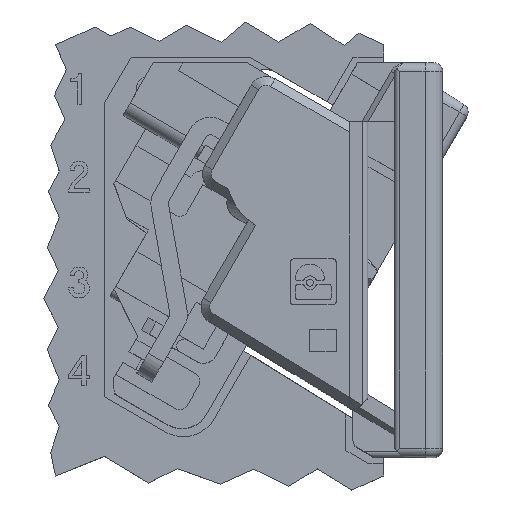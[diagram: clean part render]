
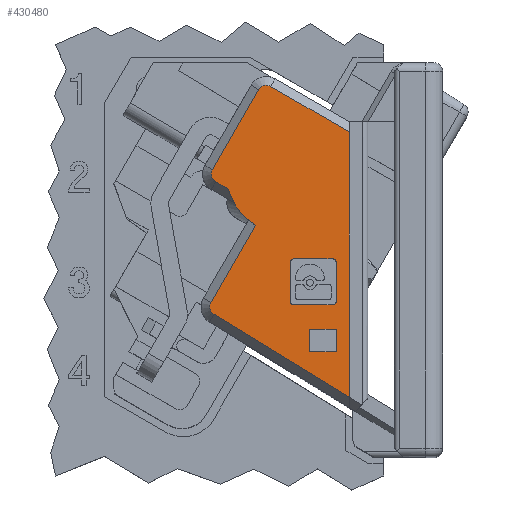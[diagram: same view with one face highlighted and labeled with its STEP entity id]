
A CAD part, top view. The second image highlights one B-rep face of the part: STEP entity #430480.
In plain terms, the highlighted planar face has unit normal (0, 0, 1).
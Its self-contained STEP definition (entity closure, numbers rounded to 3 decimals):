
#428130=CARTESIAN_POINT('',(37.614,73.894,
22.275));
#428140=DIRECTION('',(0.5,0.866,0.));
#428150=VECTOR('',#428140,1.);
#428160=LINE('',#428130,#428150);
#428170=CARTESIAN_POINT('',(36.301,71.621,
22.275));
#428180=VERTEX_POINT('',#428170);
#428190=CARTESIAN_POINT('',(38.926,76.167,
22.275));
#428200=VERTEX_POINT('',#428190);
#428210=EDGE_CURVE('',#428180,#428200,#428160,.T.);
#428440=CARTESIAN_POINT('',(39.359,75.917,
22.275));
#428450=DIRECTION('',(0.,0.,-1.));
#428460=DIRECTION('',(1.,0.,0.));
#428470=AXIS2_PLACEMENT_3D('',#428440,#428450,#428460);
#428480=CIRCLE('',#428470,0.5);
#428490=CARTESIAN_POINT('',(39.609,76.35,
22.275));
#428500=VERTEX_POINT('',#428490);
#428510=EDGE_CURVE('',#428200,#428500,#428480,.T.);
#428700=CARTESIAN_POINT('',(39.875,71.026,
22.275));
#428710=DIRECTION('',(0.,0.,-1.));
#428720=DIRECTION('',(-1.,0.,0.));
#428730=AXIS2_PLACEMENT_3D('',#428700,#428710,#428720);
#428740=PLANE('',#428730);
#428750=CARTESIAN_POINT('',(40.367,60.966,
22.275));
#428760=DIRECTION('',(0.853,-0.522,
0.));
#428770=VECTOR('',#428760,1.);
#428780=LINE('',#428750,#428770);
#428790=CARTESIAN_POINT('',(36.391,63.403,
22.275));
#428800=VERTEX_POINT('',#428790);
#428810=CARTESIAN_POINT('',(44.081,58.69,
22.275));
#428820=VERTEX_POINT('',#428810);
#428830=EDGE_CURVE('',#428800,#428820,#428780,.T.);
#428840=ORIENTED_EDGE('',*,*,#428830,.T.);
#428850=CARTESIAN_POINT('',(36.653,63.829,
22.275));
#428860=DIRECTION('',(0.,0.,-1.));
#428870=DIRECTION('',(1.,0.,0.));
#428880=AXIS2_PLACEMENT_3D('',#428850,#428860,#428870);
#428890=CIRCLE('',#428880,0.5);
#428900=CARTESIAN_POINT('',(36.22,64.079,
22.275));
#428910=VERTEX_POINT('',#428900);
#428920=EDGE_CURVE('',#428800,#428910,#428890,.T.);
#428930=ORIENTED_EDGE('',*,*,#428920,.F.);
#428940=CARTESIAN_POINT('',(37.498,66.294,
22.275));
#428950=DIRECTION('',(0.5,0.866,
0.));
#428960=VECTOR('',#428950,1.);
#428970=LINE('',#428940,#428960);
#428980=CARTESIAN_POINT('',(38.753,68.467,
22.275));
#428990=VERTEX_POINT('',#428980);
#429000=EDGE_CURVE('',#428910,#428990,#428970,.T.);
#429010=ORIENTED_EDGE('',*,*,#429000,.F.);
#429020=CARTESIAN_POINT('',(40.581,71.451,
22.275));
#429030=DIRECTION('',(0.,0.,-1.));
#429040=DIRECTION('',(-1.,0.,0.));
#429050=AXIS2_PLACEMENT_3D('',#429020,#429030,#429040);
#429060=CIRCLE('',#429050,3.5);
#429070=CARTESIAN_POINT('',(37.208,70.52,
22.275));
#429080=VERTEX_POINT('',#429070);
#429090=EDGE_CURVE('',#428990,#429080,#429060,.T.);
#429100=ORIENTED_EDGE('',*,*,#429090,.F.);
#429110=CARTESIAN_POINT('',(34.11,72.308,
22.275));
#429120=DIRECTION('',(0.866,-0.5,0.));
#429130=VECTOR('',#429120,1.);
#429140=LINE('',#429110,#429130);
#429150=CARTESIAN_POINT('',(36.484,70.938,
22.275));
#429160=VERTEX_POINT('',#429150);
#429170=EDGE_CURVE('',#429160,#429080,#429140,.T.);
#429180=ORIENTED_EDGE('',*,*,#429170,.T.);
#429190=CARTESIAN_POINT('',(36.734,71.371,
22.275));
#429200=DIRECTION('',(0.,0.,-1.));
#429210=DIRECTION('',(1.,0.,0.));
#429220=AXIS2_PLACEMENT_3D('',#429190,#429200,#429210);
#429230=CIRCLE('',#429220,0.5);
#429240=EDGE_CURVE('',#429160,#428180,#429230,.T.);
#429250=ORIENTED_EDGE('',*,*,#429240,.F.);
#429260=ORIENTED_EDGE('',*,*,#428210,.F.);
#429270=ORIENTED_EDGE('',*,*,#428510,.F.);
#429280=CARTESIAN_POINT('',(41.72,75.131,
22.275));
#429290=DIRECTION('',(-0.866,0.5,
0.));
#429300=VECTOR('',#429290,1.);
#429310=LINE('',#429280,#429300);
#429320=CARTESIAN_POINT('',(44.081,73.768,
22.275));
#429330=VERTEX_POINT('',#429320);
#429340=EDGE_CURVE('',#429330,#428500,#429310,.T.);
#429350=ORIENTED_EDGE('',*,*,#429340,.T.);
#429360=CARTESIAN_POINT('',(44.081,63.776,
22.275));
#429370=DIRECTION('',(0.,-1.,0.));
#429380=VECTOR('',#429370,1.);
#429390=LINE('',#429360,#429380);
#429400=EDGE_CURVE('',#429330,#428820,#429390,.T.);
#429410=ORIENTED_EDGE('',*,*,#429400,.F.);
#429420=EDGE_LOOP('',(#429410,#429350,#429270,#429260,#429250,#429180,
#429100,#429010,#428930,#428840));
#429430=FACE_OUTER_BOUND('',#429420,.T.);
#429440=CARTESIAN_POINT('',(34.11,62.551,
22.275));
#429450=DIRECTION('',(1.,0.,0.));
#429460=VECTOR('',#429450,1.);
#429470=LINE('',#429440,#429460);
#429480=CARTESIAN_POINT('',(41.831,62.551,
22.275));
#429490=VERTEX_POINT('',#429480);
#429500=CARTESIAN_POINT('',(43.331,62.551,
22.275));
#429510=VERTEX_POINT('',#429500);
#429520=EDGE_CURVE('',#429490,#429510,#429470,.T.);
#429530=ORIENTED_EDGE('',*,*,#429520,.T.);
#429540=CARTESIAN_POINT('',(41.831,63.776,
22.275));
#429550=DIRECTION('',(0.,1.,0.));
#429560=VECTOR('',#429550,1.);
#429570=LINE('',#429540,#429560);
#429580=CARTESIAN_POINT('',(41.831,61.276,
22.275));
#429590=VERTEX_POINT('',#429580);
#429600=EDGE_CURVE('',#429590,#429490,#429570,.T.);
#429610=ORIENTED_EDGE('',*,*,#429600,.T.);
#429620=CARTESIAN_POINT('',(34.11,61.276,
22.275));
#429630=DIRECTION('',(-1.,0.,0.));
#429640=VECTOR('',#429630,1.);
#429650=LINE('',#429620,#429640);
#429660=CARTESIAN_POINT('',(43.331,61.276,
22.275));
#429670=VERTEX_POINT('',#429660);
#429680=EDGE_CURVE('',#429670,#429590,#429650,.T.);
#429690=ORIENTED_EDGE('',*,*,#429680,.T.);
#429700=CARTESIAN_POINT('',(43.331,63.776,
22.275));
#429710=DIRECTION('',(0.,-1.,0.));
#429720=VECTOR('',#429710,1.);
#429730=LINE('',#429700,#429720);
#429740=EDGE_CURVE('',#429510,#429670,#429730,.T.);
#429750=ORIENTED_EDGE('',*,*,#429740,.T.);
#429760=EDGE_LOOP('',(#429750,#429690,#429610,#429530));
#429770=FACE_BOUND('',#429760,.T.);
#429780=CARTESIAN_POINT('',(34.11,66.551,
22.275));
#429790=DIRECTION('',(1.,0.,0.));
#429800=VECTOR('',#429790,1.);
#429810=LINE('',#429780,#429800);
#429820=CARTESIAN_POINT('',(40.906,66.551,
22.275));
#429830=VERTEX_POINT('',#429820);
#429840=CARTESIAN_POINT('',(43.156,66.551,
22.275));
#429850=VERTEX_POINT('',#429840);
#429860=EDGE_CURVE('',#429830,#429850,#429810,.T.);
#429870=ORIENTED_EDGE('',*,*,#429860,.T.);
#429880=CARTESIAN_POINT('',(40.906,66.376,
22.275));
#429890=DIRECTION('',(0.,0.,1.));
#429900=DIRECTION('',(0.,1.,0.));
#429910=AXIS2_PLACEMENT_3D('',#429880,#429890,#429900);
#429920=CIRCLE('',#429910,0.175);
#429930=CARTESIAN_POINT('',(40.731,66.376,
22.275));
#429940=VERTEX_POINT('',#429930);
#429950=EDGE_CURVE('',#429830,#429940,#429920,.T.);
#429960=ORIENTED_EDGE('',*,*,#429950,.F.);
#429970=CARTESIAN_POINT('',(40.731,63.776,
22.275));
#429980=DIRECTION('',(0.,1.,0.));
#429990=VECTOR('',#429980,1.);
#430000=LINE('',#429970,#429990);
#430010=CARTESIAN_POINT('',(40.731,64.13,
22.275));
#430020=VERTEX_POINT('',#430010);
#430030=EDGE_CURVE('',#430020,#429940,#430000,.T.);
#430040=ORIENTED_EDGE('',*,*,#430030,.T.);
#430050=CARTESIAN_POINT('',(40.906,64.13,
22.275));
#430060=DIRECTION('',(0.,0.,1.));
#430070=DIRECTION('',(0.,1.,0.));
#430080=AXIS2_PLACEMENT_3D('',#430050,#430060,#430070);
#430090=CIRCLE('',#430080,0.175);
#430100=CARTESIAN_POINT('',(40.906,63.955,
22.275));
#430110=VERTEX_POINT('',#430100);
#430120=EDGE_CURVE('',#430020,#430110,#430090,.T.);
#430130=ORIENTED_EDGE('',*,*,#430120,.F.);
#430140=CARTESIAN_POINT('',(34.11,63.955,
22.275));
#430150=DIRECTION('',(-1.,0.,0.));
#430160=VECTOR('',#430150,1.);
#430170=LINE('',#430140,#430160);
#430180=CARTESIAN_POINT('',(43.156,63.955,
22.275));
#430190=VERTEX_POINT('',#430180);
#430200=EDGE_CURVE('',#430190,#430110,#430170,.T.);
#430210=ORIENTED_EDGE('',*,*,#430200,.T.);
#430220=CARTESIAN_POINT('',(43.156,64.13,
22.275));
#430230=DIRECTION('',(0.,0.,1.));
#430240=DIRECTION('',(0.,1.,0.));
#430250=AXIS2_PLACEMENT_3D('',#430220,#430230,#430240);
#430260=CIRCLE('',#430250,0.175);
#430270=CARTESIAN_POINT('',(43.331,64.13,
22.275));
#430280=VERTEX_POINT('',#430270);
#430290=EDGE_CURVE('',#430190,#430280,#430260,.T.);
#430300=ORIENTED_EDGE('',*,*,#430290,.F.);
#430310=CARTESIAN_POINT('',(43.331,63.776,
22.275));
#430320=DIRECTION('',(0.,-1.,0.));
#430330=VECTOR('',#430320,1.);
#430340=LINE('',#430310,#430330);
#430350=CARTESIAN_POINT('',(43.331,66.376,
22.275));
#430360=VERTEX_POINT('',#430350);
#430370=EDGE_CURVE('',#430360,#430280,#430340,.T.);
#430380=ORIENTED_EDGE('',*,*,#430370,.T.);
#430390=CARTESIAN_POINT('',(43.156,66.376,
22.275));
#430400=DIRECTION('',(0.,0.,1.));
#430410=DIRECTION('',(0.,1.,0.));
#430420=AXIS2_PLACEMENT_3D('',#430390,#430400,#430410);
#430430=CIRCLE('',#430420,0.175);
#430440=EDGE_CURVE('',#430360,#429850,#430430,.T.);
#430450=ORIENTED_EDGE('',*,*,#430440,.F.);
#430460=EDGE_LOOP('',(#430450,#430380,#430300,#430210,#430130,#430040,
#429960,#429870));
#430470=FACE_BOUND('',#430460,.T.);
#430480=ADVANCED_FACE('',(#429430,#429770,#430470),#428740,.F.);
